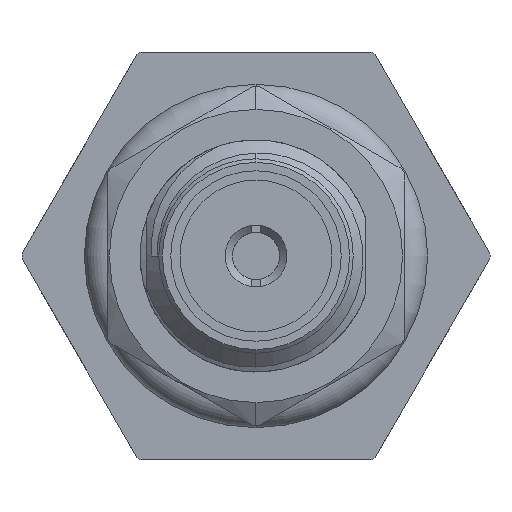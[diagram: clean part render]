
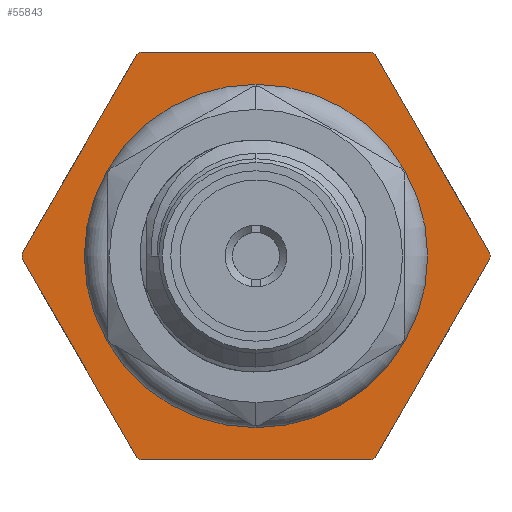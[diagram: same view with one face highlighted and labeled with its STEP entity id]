
A CAD part, left-side view. The second image highlights one B-rep face of the part: STEP entity #55843.
In plain terms, the highlighted planar face has unit normal (-1, 0, 0).
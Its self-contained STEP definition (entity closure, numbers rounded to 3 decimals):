
#19145=DIRECTION('',(0.,-0.5,-0.866));
#19146=VECTOR('',#19145,6.197);
#19147=CARTESIAN_POINT('',(0.409,6.312,
-0.067));
#19148=LINE('',#19147,#19146);
#19149=CARTESIAN_POINT('',(0.409,0.,0.));
#19150=DIRECTION('',(1.,0.,0.));
#19151=DIRECTION('',(0.,1.,-0.011));
#19152=AXIS2_PLACEMENT_3D('',#19149,#19150,#19151);
#19154=DIRECTION('',(0.,0.5,-0.866));
#19155=VECTOR('',#19154,6.197);
#19156=CARTESIAN_POINT('',(0.409,3.214,
5.433));
#19157=LINE('',#19156,#19155);
#19158=CARTESIAN_POINT('',(0.409,0.,0.));
#19159=DIRECTION('',(1.,0.,0.));
#19160=DIRECTION('',(0.,0.509,0.861));
#19161=AXIS2_PLACEMENT_3D('',#19158,#19159,#19160);
#19163=DIRECTION('',(0.,1.,0.));
#19164=VECTOR('',#19163,6.197);
#19165=CARTESIAN_POINT('',(0.409,-3.098,5.5));
#19166=LINE('',#19165,#19164);
#19167=CARTESIAN_POINT('',(0.409,0.,0.));
#19168=DIRECTION('',(-1.,0.,0.));
#19169=DIRECTION('',(0.,-0.509,0.861));
#19170=AXIS2_PLACEMENT_3D('',#19167,#19168,#19169);
#19172=DIRECTION('',(0.,0.5,0.866));
#19173=VECTOR('',#19172,6.197);
#19174=CARTESIAN_POINT('',(0.409,-6.312,
0.067));
#19175=LINE('',#19174,#19173);
#19176=CARTESIAN_POINT('',(0.409,0.,0.));
#19177=DIRECTION('',(-1.,0.,0.));
#19178=DIRECTION('',(0.,-1.,-0.011));
#19179=AXIS2_PLACEMENT_3D('',#19176,#19177,#19178);
#19181=DIRECTION('',(0.,-0.5,0.866));
#19182=VECTOR('',#19181,6.197);
#19183=CARTESIAN_POINT('',(0.409,-3.214,
-5.433));
#19184=LINE('',#19183,#19182);
#19185=CARTESIAN_POINT('',(0.409,0.,0.));
#19186=DIRECTION('',(-1.,0.,0.));
#19187=DIRECTION('',(0.,-0.491,-0.871));
#19188=AXIS2_PLACEMENT_3D('',#19185,#19186,#19187);
#19190=DIRECTION('',(0.,-1.,0.));
#19191=VECTOR('',#19190,6.197);
#19192=CARTESIAN_POINT('',(0.409,3.098,-5.5));
#19193=LINE('',#19192,#19191);
#19194=CARTESIAN_POINT('',(0.409,0.,0.));
#19195=DIRECTION('',(1.,0.,0.));
#19196=DIRECTION('',(0.,0.491,-0.871));
#19197=AXIS2_PLACEMENT_3D('',#19194,#19195,#19196);
#19199=CARTESIAN_POINT('',(0.409,0.,0.));
#19200=DIRECTION('',(1.,0.,0.));
#19201=DIRECTION('',(0.,0.,-1.));
#19202=AXIS2_PLACEMENT_3D('',#19199,#19200,#19201);
#19214=CARTESIAN_POINT('',(0.409,0.,0.));
#19215=DIRECTION('',(-1.,0.,0.));
#19216=DIRECTION('',(0.,0.,-1.));
#19217=AXIS2_PLACEMENT_3D('',#19214,#19215,#19216);
#21766=CARTESIAN_POINT('',(0.409,0.,-4.632));
#21768=VERTEX_POINT('',#21766);
#21782=CARTESIAN_POINT('',(0.409,0.,4.632));
#21784=VERTEX_POINT('',#21782);
#21882=CARTESIAN_POINT('',(0.409,3.214,
-5.433));
#21883=VERTEX_POINT('',#21882);
#21884=CARTESIAN_POINT('',(0.409,6.312,
-0.067));
#21885=VERTEX_POINT('',#21884);
#21886=CARTESIAN_POINT('',(0.409,3.098,-5.5));
#21887=VERTEX_POINT('',#21886);
#21888=CARTESIAN_POINT('',(0.409,3.098,5.5));
#21889=VERTEX_POINT('',#21888);
#21890=CARTESIAN_POINT('',(0.409,6.312,
0.067));
#21891=VERTEX_POINT('',#21890);
#21892=CARTESIAN_POINT('',(0.409,3.214,
5.433));
#21893=VERTEX_POINT('',#21892);
#21894=CARTESIAN_POINT('',(0.409,-3.098,-5.5));
#21895=VERTEX_POINT('',#21894);
#21896=CARTESIAN_POINT('',(0.409,-3.214,
-5.433));
#21897=CARTESIAN_POINT('',(0.409,-6.312,
-0.067));
#21898=VERTEX_POINT('',#21896);
#21899=VERTEX_POINT('',#21897);
#21900=CARTESIAN_POINT('',(0.409,-6.312,
0.067));
#21901=CARTESIAN_POINT('',(0.409,-3.214,
5.433));
#21902=VERTEX_POINT('',#21900);
#21903=VERTEX_POINT('',#21901);
#21904=CARTESIAN_POINT('',(0.409,-3.098,5.5));
#21905=VERTEX_POINT('',#21904);
#55810=CARTESIAN_POINT('',(0.409,0.,0.));
#55811=DIRECTION('',(1.,0.,0.));
#55812=DIRECTION('',(0.,0.,1.));
#55813=AXIS2_PLACEMENT_3D('',#55810,#55811,#55812);
#55814=PLANE('',#55813);
#55815=ORIENTED_EDGE('',*,*,#55760,.F.);
#55816=ORIENTED_EDGE('',*,*,#55790,.T.);
#55818=ORIENTED_EDGE('',*,*,#55817,.F.);
#55819=ORIENTED_EDGE('',*,*,#55802,.T.);
#55821=ORIENTED_EDGE('',*,*,#55820,.F.);
#55823=ORIENTED_EDGE('',*,*,#55822,.F.);
#55825=ORIENTED_EDGE('',*,*,#55824,.F.);
#55827=ORIENTED_EDGE('',*,*,#55826,.F.);
#55829=ORIENTED_EDGE('',*,*,#55828,.F.);
#55831=ORIENTED_EDGE('',*,*,#55830,.F.);
#55833=ORIENTED_EDGE('',*,*,#55832,.F.);
#55834=ORIENTED_EDGE('',*,*,#55773,.T.);
#55835=EDGE_LOOP('',(#55815,#55816,#55818,#55819,#55821,#55823,#55825,#55827,
#55829,#55831,#55833,#55834));
#55836=FACE_OUTER_BOUND('',#55835,.F.);
#55838=ORIENTED_EDGE('',*,*,#55837,.F.);
#55840=ORIENTED_EDGE('',*,*,#55839,.T.);
#55841=EDGE_LOOP('',(#55838,#55840));
#55842=FACE_BOUND('',#55841,.F.);
#19153=CIRCLE('',#19152,6.313);
#19162=CIRCLE('',#19161,6.313);
#19171=CIRCLE('',#19170,6.313);
#19180=CIRCLE('',#19179,6.313);
#19189=CIRCLE('',#19188,6.313);
#19198=CIRCLE('',#19197,6.313);
#19203=CIRCLE('',#19202,4.632);
#19218=CIRCLE('',#19217,4.632);
#55760=EDGE_CURVE('',#21885,#21883,#19148,.T.);
#55773=EDGE_CURVE('',#21887,#21883,#19198,.T.);
#55790=EDGE_CURVE('',#21885,#21891,#19153,.T.);
#55802=EDGE_CURVE('',#21893,#21889,#19162,.T.);
#55817=EDGE_CURVE('',#21893,#21891,#19157,.T.);
#55820=EDGE_CURVE('',#21905,#21889,#19166,.T.);
#55822=EDGE_CURVE('',#21903,#21905,#19171,.T.);
#55824=EDGE_CURVE('',#21902,#21903,#19175,.T.);
#55826=EDGE_CURVE('',#21899,#21902,#19180,.T.);
#55828=EDGE_CURVE('',#21898,#21899,#19184,.T.);
#55830=EDGE_CURVE('',#21895,#21898,#19189,.T.);
#55832=EDGE_CURVE('',#21887,#21895,#19193,.T.);
#55837=EDGE_CURVE('',#21768,#21784,#19203,.T.);
#55839=EDGE_CURVE('',#21768,#21784,#19218,.T.);
#55843=ADVANCED_FACE('',(#55836,#55842),#55814,.F.);
